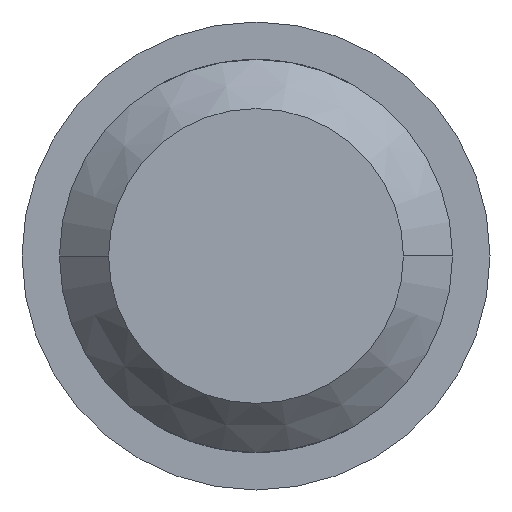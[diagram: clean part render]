
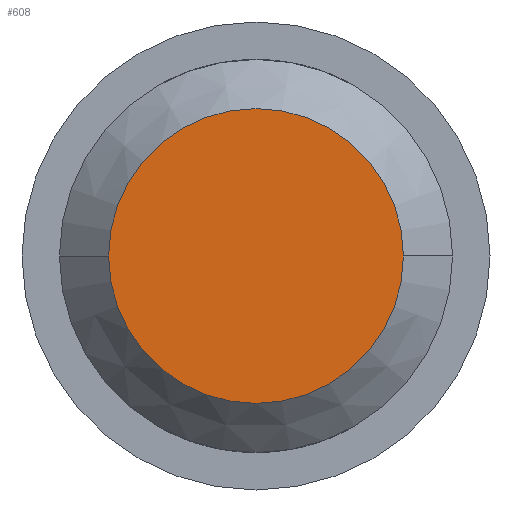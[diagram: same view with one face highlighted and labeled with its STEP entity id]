
A CAD part, front view. The second image highlights one B-rep face of the part: STEP entity #608.
In plain terms, the highlighted planar face has unit normal (0, -1, 0).
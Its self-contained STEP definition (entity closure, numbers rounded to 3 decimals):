
#13 = EDGE_LOOP ( 'NONE', ( #1431, #834 ) ) ;
#51 = FACE_OUTER_BOUND ( 'NONE', #13, .T. ) ;
#54 = DIRECTION ( 'NONE',  ( 1., 0., 0. ) ) ;
#105 = DIRECTION ( 'NONE',  ( 1., 0., 0. ) ) ;
#289 = CARTESIAN_POINT ( 'NONE',  ( 0., 0., 0. ) ) ;
#392 = AXIS2_PLACEMENT_3D ( 'NONE', #289, #1181, #1323 ) ;
#416 = CARTESIAN_POINT ( 'NONE',  ( 0., 0., 0. ) ) ;
#419 = VERTEX_POINT ( 'NONE', #712 ) ;
#473 = CARTESIAN_POINT ( 'NONE',  ( 6., 0., 0. ) ) ;
#567 = EDGE_CURVE ( 'NONE', #419, #577, #801, .T. ) ;
#577 = VERTEX_POINT ( 'NONE', #473 ) ;
#581 = AXIS2_PLACEMENT_3D ( 'NONE', #416, #1107, #105 ) ;
#608 = ADVANCED_FACE ( 'NONE', ( #51 ), #1308, .T. ) ;
#712 = CARTESIAN_POINT ( 'NONE',  ( -6., 0., 0. ) ) ;
#718 = DIRECTION ( 'NONE',  ( 0., -1., 0. ) ) ;
#801 = CIRCLE ( 'NONE', #1318, 6. ) ;
#834 = ORIENTED_EDGE ( 'NONE', *, *, #908, .T. ) ;
#908 = EDGE_CURVE ( 'NONE', #577, #419, #1059, .T. ) ;
#932 = CARTESIAN_POINT ( 'NONE',  ( 0., 0., 0. ) ) ;
#1059 = CIRCLE ( 'NONE', #581, 6. ) ;
#1107 = DIRECTION ( 'NONE',  ( 0., -1., 0. ) ) ;
#1181 = DIRECTION ( 'NONE',  ( 0., -1., 0. ) ) ;
#1308 = PLANE ( 'NONE',  #392 ) ;
#1318 = AXIS2_PLACEMENT_3D ( 'NONE', #932, #718, #54 ) ;
#1323 = DIRECTION ( 'NONE',  ( 1., 0., 0. ) ) ;
#1431 = ORIENTED_EDGE ( 'NONE', *, *, #567, .T. ) ;
